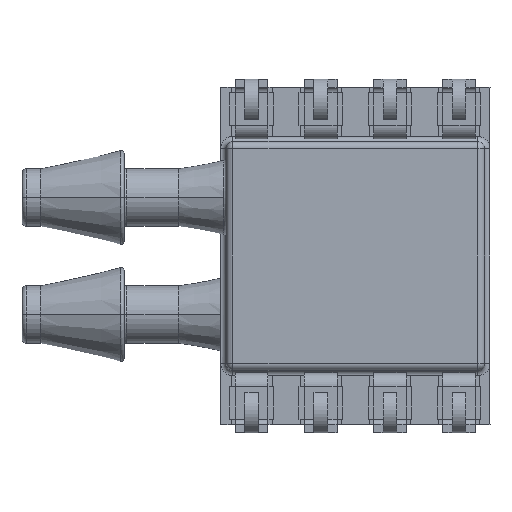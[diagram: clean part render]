
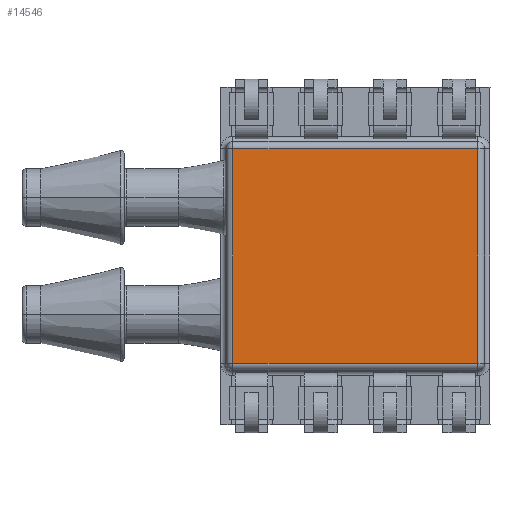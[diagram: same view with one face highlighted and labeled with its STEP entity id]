
A CAD part, front view. The second image highlights one B-rep face of the part: STEP entity #14546.
In plain terms, the highlighted planar face has unit normal (0, -1, 0).
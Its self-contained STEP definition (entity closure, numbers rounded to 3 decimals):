
#1878=DIRECTION('',(1.,0.,0.));
#1879=VECTOR('',#1878,9.);
#1880=CARTESIAN_POINT('',(-4.5,1.,3.95));
#1881=LINE('',#1880,#1879);
#1885=DIRECTION('',(0.,0.,-1.));
#1886=VECTOR('',#1885,7.9);
#1887=CARTESIAN_POINT('',(4.5,1.,3.95));
#1888=LINE('',#1887,#1886);
#1892=DIRECTION('',(-1.,0.,0.));
#1893=VECTOR('',#1892,9.);
#1894=CARTESIAN_POINT('',(4.5,1.,-3.95));
#1895=LINE('',#1894,#1893);
#1899=DIRECTION('',(0.,0.,-1.));
#1900=VECTOR('',#1899,7.9);
#1901=CARTESIAN_POINT('',(-4.5,1.,3.95));
#1902=LINE('',#1901,#1900);
#11143=CARTESIAN_POINT('',(-4.5,1.,3.95));
#11144=CARTESIAN_POINT('',(4.5,1.,3.95));
#11145=VERTEX_POINT('',#11143);
#11146=VERTEX_POINT('',#11144);
#11155=CARTESIAN_POINT('',(4.5,1.,-3.95));
#11156=VERTEX_POINT('',#11155);
#11161=CARTESIAN_POINT('',(-4.5,1.,-3.95));
#11162=VERTEX_POINT('',#11161);
#14532=CARTESIAN_POINT('',(-4.75,1.,-4.2));
#14533=DIRECTION('',(0.,-1.,0.));
#14534=DIRECTION('',(1.,0.,0.));
#14535=AXIS2_PLACEMENT_3D('',#14532,#14533,#14534);
#14536=PLANE('',#14535);
#14538=ORIENTED_EDGE('',*,*,#14537,.T.);
#14540=ORIENTED_EDGE('',*,*,#14539,.T.);
#14542=ORIENTED_EDGE('',*,*,#14541,.T.);
#14543=ORIENTED_EDGE('',*,*,#14523,.F.);
#14544=EDGE_LOOP('',(#14538,#14540,#14542,#14543));
#14545=FACE_OUTER_BOUND('',#14544,.F.);
#14546=ADVANCED_FACE('',(#14545),#14536,.T.);
#14523=EDGE_CURVE('',#11145,#11162,#1902,.T.);
#14537=EDGE_CURVE('',#11145,#11146,#1881,.T.);
#14539=EDGE_CURVE('',#11146,#11156,#1888,.T.);
#14541=EDGE_CURVE('',#11156,#11162,#1895,.T.);
